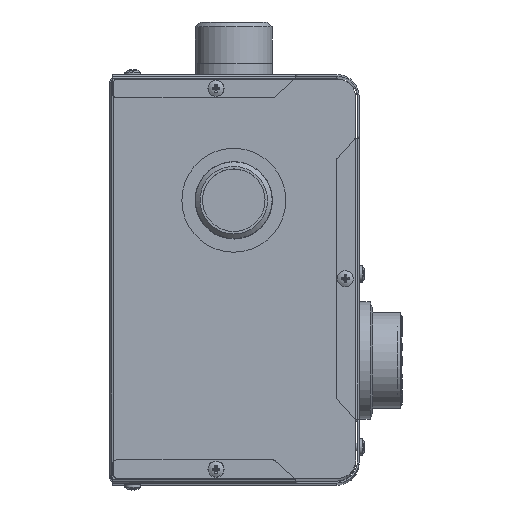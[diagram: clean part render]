
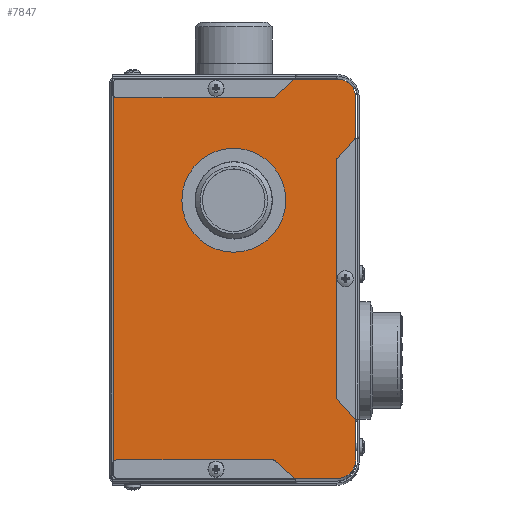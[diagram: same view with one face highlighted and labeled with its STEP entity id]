
A CAD part, top view. The second image highlights one B-rep face of the part: STEP entity #7847.
In plain terms, the highlighted planar face has unit normal (0, 0, 1).
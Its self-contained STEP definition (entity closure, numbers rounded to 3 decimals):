
#7847=ADVANCED_FACE('',(#28680,#28682),#28684,.F.);
#28680=FACE_BOUND('',#28681,.T.);
#28681=EDGE_LOOP('',(#46670,#46671,#46672,#46673,#46674,#46675,#46676,#46677,#46678,
#46679,#46680,#46681,#46682,#46683,#46684,#46685,#46686,#46687,#46688,#46689,#46690,
#46691,#46692,#46693));
#28682=FACE_BOUND('',#28683,.T.);
#28683=EDGE_LOOP('',(#46694));
#28684=PLANE('',#28685);
#28685=AXIS2_PLACEMENT_3D('',#28686,#28687,#28688);
#28686=CARTESIAN_POINT('',(-278.611,0.,280.));
#28687=DIRECTION('',(0.,0.,-1.));
#28688=DIRECTION('',(0.,1.,0.));
#46670=ORIENTED_EDGE('',*,*,#57424,.F.);
#46671=ORIENTED_EDGE('',*,*,#57812,.F.);
#46672=ORIENTED_EDGE('',*,*,#57813,.F.);
#46673=ORIENTED_EDGE('',*,*,#57814,.F.);
#46674=ORIENTED_EDGE('',*,*,#57815,.F.);
#46675=ORIENTED_EDGE('',*,*,#57816,.F.);
#46676=ORIENTED_EDGE('',*,*,#57817,.F.);
#46677=ORIENTED_EDGE('',*,*,#57818,.F.);
#46678=ORIENTED_EDGE('',*,*,#57421,.F.);
#46679=ORIENTED_EDGE('',*,*,#57419,.F.);
#46680=ORIENTED_EDGE('',*,*,#57819,.F.);
#46681=ORIENTED_EDGE('',*,*,#57820,.T.);
#46682=ORIENTED_EDGE('',*,*,#57821,.F.);
#46683=ORIENTED_EDGE('',*,*,#57822,.F.);
#46684=ORIENTED_EDGE('',*,*,#57823,.F.);
#46685=ORIENTED_EDGE('',*,*,#57824,.F.);
#46686=ORIENTED_EDGE('',*,*,#57825,.T.);
#46687=ORIENTED_EDGE('',*,*,#57826,.F.);
#46688=ORIENTED_EDGE('',*,*,#57827,.F.);
#46689=ORIENTED_EDGE('',*,*,#57828,.F.);
#46690=ORIENTED_EDGE('',*,*,#57829,.F.);
#46691=ORIENTED_EDGE('',*,*,#57830,.T.);
#46692=ORIENTED_EDGE('',*,*,#57831,.F.);
#46693=ORIENTED_EDGE('',*,*,#57415,.F.);
#46694=ORIENTED_EDGE('',*,*,#57832,.T.);
#57415=EDGE_CURVE('',#65681,#65683,#65684,.T.);
#57419=EDGE_CURVE('',#65689,#65691,#65692,.T.);
#57421=EDGE_CURVE('',#65691,#65694,#65695,.T.);
#57424=EDGE_CURVE('',#65698,#65681,#65699,.T.);
#57812=EDGE_CURVE('',#66370,#65698,#66371,.T.);
#57813=EDGE_CURVE('',#66372,#66370,#66373,.F.);
#57814=EDGE_CURVE('',#66374,#66372,#66375,.T.);
#57815=EDGE_CURVE('',#66376,#66374,#66377,.F.);
#57816=EDGE_CURVE('',#66378,#66376,#66379,.T.);
#57817=EDGE_CURVE('',#66380,#66378,#66381,.F.);
#57818=EDGE_CURVE('',#65694,#66380,#66382,.T.);
#57819=EDGE_CURVE('',#66383,#65689,#66384,.F.);
#57820=EDGE_CURVE('',#66383,#66385,#66386,.T.);
#57821=EDGE_CURVE('',#66387,#66385,#66388,.F.);
#57822=EDGE_CURVE('',#66389,#66387,#66390,.T.);
#57823=EDGE_CURVE('',#66391,#66389,#66392,.F.);
#57824=EDGE_CURVE('',#66393,#66391,#66394,.T.);
#57825=EDGE_CURVE('',#66393,#66395,#66396,.T.);
#57826=EDGE_CURVE('',#66397,#66395,#66398,.T.);
#57827=EDGE_CURVE('',#66399,#66397,#66400,.F.);
#57828=EDGE_CURVE('',#66401,#66399,#66402,.T.);
#57829=EDGE_CURVE('',#66403,#66401,#66404,.F.);
#57830=EDGE_CURVE('',#66403,#66405,#66406,.T.);
#57831=EDGE_CURVE('',#65683,#66405,#66407,.F.);
#57832=EDGE_CURVE('',#66408,#66408,#66409,.F.);
#65681=VERTEX_POINT('',#82735);
#65683=VERTEX_POINT('',#82739);
#65684=LINE('',#82740,#82741);
#65689=VERTEX_POINT('',#82751);
#65691=VERTEX_POINT('',#82755);
#65692=LINE('',#82756,#82757);
#65694=VERTEX_POINT('',#82762);
#65695=CIRCLE('',#82763,1.);
#65698=VERTEX_POINT('',#82773);
#65699=CIRCLE('',#82774,1.);
#66370=VERTEX_POINT('',#84628);
#66371=CIRCLE('',#84629,1.);
#66372=VERTEX_POINT('',#84633);
#66373=LINE('',#84634,#84635);
#66374=VERTEX_POINT('',#84637);
#66375=CIRCLE('',#84638,2.);
#66376=VERTEX_POINT('',#84642);
#66377=LINE('',#84643,#84644);
#66378=VERTEX_POINT('',#84646);
#66379=CIRCLE('',#84647,2.);
#66380=VERTEX_POINT('',#84651);
#66381=LINE('',#84652,#84653);
#66382=CIRCLE('',#84655,1.);
#66383=VERTEX_POINT('',#84659);
#66384=CIRCLE('',#84660,8.);
#66385=VERTEX_POINT('',#84664);
#66386=LINE('',#84665,#84666);
#66387=VERTEX_POINT('',#84668);
#66388=LINE('',#84669,#84670);
#66389=VERTEX_POINT('',#84672);
#66390=CIRCLE('',#84673,2.);
#66391=VERTEX_POINT('',#84677);
#66392=LINE('',#84678,#84679);
#66393=VERTEX_POINT('',#84681);
#66394=CIRCLE('',#84682,2.);
#66395=VERTEX_POINT('',#84686);
#66396=LINE('',#84687,#84688);
#66397=VERTEX_POINT('',#84690);
#66398=CIRCLE('',#84691,2.);
#66399=VERTEX_POINT('',#84695);
#66400=LINE('',#84696,#84697);
#66401=VERTEX_POINT('',#84699);
#66402=CIRCLE('',#84700,2.);
#66403=VERTEX_POINT('',#84704);
#66404=LINE('',#84705,#84706);
#66405=VERTEX_POINT('',#84708);
#66406=LINE('',#84709,#84710);
#66407=CIRCLE('',#84712,8.);
#66408=VERTEX_POINT('',#84716);
#66409=CIRCLE('',#84717,22.5);
#82735=CARTESIAN_POINT('',(106.5,-60.769,280.));
#82739=CARTESIAN_POINT('',(106.5,-78.5,280.));
#82740=CARTESIAN_POINT('',(106.5,-60.769,280.));
#82741=VECTOR('',#82742,1.);
#82742=DIRECTION('',(0.,-1.,0.));
#82751=CARTESIAN_POINT('',(106.5,78.5,280.));
#82755=CARTESIAN_POINT('',(106.5,60.769,280.));
#82756=CARTESIAN_POINT('',(106.5,78.5,280.));
#82757=VECTOR('',#82758,1.);
#82758=DIRECTION('',(0.,-1.,0.));
#82762=CARTESIAN_POINT('',(106.3,60.695,280.));
#82763=AXIS2_PLACEMENT_3D('',#82764,#82765,#82766);
#82764=CARTESIAN_POINT('',(106.745,59.8,280.));
#82765=DIRECTION('',(0.,0.,1.));
#82766=DIRECTION('',(-0.245,0.969,0.));
#82773=CARTESIAN_POINT('',(106.3,-60.695,280.));
#82774=AXIS2_PLACEMENT_3D('',#82775,#82776,#82777);
#82775=CARTESIAN_POINT('',(106.745,-59.8,280.));
#82776=DIRECTION('',(0.,0.,1.));
#82777=DIRECTION('',(-0.445,-0.895,0.));
#84628=CARTESIAN_POINT('',(106.002,-60.469,280.));
#84629=AXIS2_PLACEMENT_3D('',#84630,#84631,#84632);
#84630=CARTESIAN_POINT('',(106.745,-59.8,280.));
#84631=DIRECTION('',(0.,0.,1.));
#84632=DIRECTION('',(-0.743,-0.669,0.));
#84633=CARTESIAN_POINT('',(98.514,-52.152,280.));
#84634=CARTESIAN_POINT('',(106.002,-60.469,280.));
#84635=VECTOR('',#84636,1.);
#84636=DIRECTION('',(-0.669,0.743,0.));
#84637=CARTESIAN_POINT('',(98.,-50.814,280.));
#84638=AXIS2_PLACEMENT_3D('',#84639,#84640,#84641);
#84639=CARTESIAN_POINT('',(100.,-50.814,280.));
#84640=DIRECTION('',(0.,0.,1.));
#84641=DIRECTION('',(-1.,0.,0.));
#84642=CARTESIAN_POINT('',(98.,50.814,280.));
#84643=CARTESIAN_POINT('',(98.,-50.814,280.));
#84644=VECTOR('',#84645,1.);
#84645=DIRECTION('',(0.,1.,0.));
#84646=CARTESIAN_POINT('',(98.514,52.152,280.));
#84647=AXIS2_PLACEMENT_3D('',#84648,#84649,#84650);
#84648=CARTESIAN_POINT('',(100.,50.814,280.));
#84649=DIRECTION('',(0.,0.,1.));
#84650=DIRECTION('',(-0.743,0.669,0.));
#84651=CARTESIAN_POINT('',(106.002,60.469,280.));
#84652=CARTESIAN_POINT('',(98.514,52.152,280.));
#84653=VECTOR('',#84654,1.);
#84654=DIRECTION('',(0.669,0.743,0.));
#84655=AXIS2_PLACEMENT_3D('',#84656,#84657,#84658);
#84656=CARTESIAN_POINT('',(106.745,59.8,280.));
#84657=DIRECTION('',(0.,0.,1.));
#84658=DIRECTION('',(-0.445,0.895,0.));
#84659=CARTESIAN_POINT('',(98.5,86.5,280.));
#84660=AXIS2_PLACEMENT_3D('',#84661,#84662,#84663);
#84661=CARTESIAN_POINT('',(98.5,78.5,280.));
#84662=DIRECTION('',(0.,0.,1.));
#84663=DIRECTION('',(1.,0.,0.));
#84664=CARTESIAN_POINT('',(80.167,86.5,280.));
#84665=CARTESIAN_POINT('',(98.5,86.5,280.));
#84666=VECTOR('',#84667,1.);
#84667=DIRECTION('',(-1.,0.,0.));
#84668=CARTESIAN_POINT('',(71.852,79.014,280.));
#84669=CARTESIAN_POINT('',(80.167,86.5,280.));
#84670=VECTOR('',#84671,1.);
#84671=DIRECTION('',(-0.743,-0.669,0.));
#84672=CARTESIAN_POINT('',(70.514,78.5,280.));
#84673=AXIS2_PLACEMENT_3D('',#84674,#84675,#84676);
#84674=CARTESIAN_POINT('',(70.514,80.5,280.));
#84675=DIRECTION('',(0.,0.,1.));
#84676=DIRECTION('',(0.,-1.,0.));
#84677=CARTESIAN_POINT('',(3.,78.5,280.));
#84678=CARTESIAN_POINT('',(70.514,78.5,280.));
#84679=VECTOR('',#84680,1.);
#84680=DIRECTION('',(-1.,0.,0.));
#84681=CARTESIAN_POINT('',(1.7,78.98,280.));
#84682=AXIS2_PLACEMENT_3D('',#84683,#84684,#84685);
#84683=CARTESIAN_POINT('',(3.,80.5,280.));
#84684=DIRECTION('',(0.,0.,1.));
#84685=DIRECTION('',(-0.65,-0.76,0.));
#84686=CARTESIAN_POINT('',(1.7,-78.98,280.));
#84687=CARTESIAN_POINT('',(1.7,78.98,280.));
#84688=VECTOR('',#84689,1.);
#84689=DIRECTION('',(0.,-1.,0.));
#84690=CARTESIAN_POINT('',(3.,-78.5,280.));
#84691=AXIS2_PLACEMENT_3D('',#84692,#84693,#84694);
#84692=CARTESIAN_POINT('',(3.,-80.5,280.));
#84693=DIRECTION('',(0.,0.,1.));
#84694=DIRECTION('',(0.,1.,0.));
#84695=CARTESIAN_POINT('',(70.514,-78.5,280.));
#84696=CARTESIAN_POINT('',(3.,-78.5,280.));
#84697=VECTOR('',#84698,1.);
#84698=DIRECTION('',(1.,0.,0.));
#84699=CARTESIAN_POINT('',(71.852,-79.014,280.));
#84700=AXIS2_PLACEMENT_3D('',#84701,#84702,#84703);
#84701=CARTESIAN_POINT('',(70.514,-80.5,280.));
#84702=DIRECTION('',(0.,0.,1.));
#84703=DIRECTION('',(0.669,0.743,0.));
#84704=CARTESIAN_POINT('',(80.167,-86.5,280.));
#84705=CARTESIAN_POINT('',(71.852,-79.014,280.));
#84706=VECTOR('',#84707,1.);
#84707=DIRECTION('',(0.743,-0.669,0.));
#84708=CARTESIAN_POINT('',(98.5,-86.5,280.));
#84709=CARTESIAN_POINT('',(80.167,-86.5,280.));
#84710=VECTOR('',#84711,1.);
#84711=DIRECTION('',(1.,0.,0.));
#84712=AXIS2_PLACEMENT_3D('',#84713,#84714,#84715);
#84713=CARTESIAN_POINT('',(98.5,-78.5,280.));
#84714=DIRECTION('',(0.,0.,1.));
#84715=DIRECTION('',(0.,-1.,0.));
#84716=CARTESIAN_POINT('',(53.7,56.5,280.));
#84717=AXIS2_PLACEMENT_3D('',#84718,#84719,#84720);
#84718=CARTESIAN_POINT('',(53.7,34.,280.));
#84719=DIRECTION('',(0.,0.,1.));
#84720=DIRECTION('',(0.,1.,0.));
